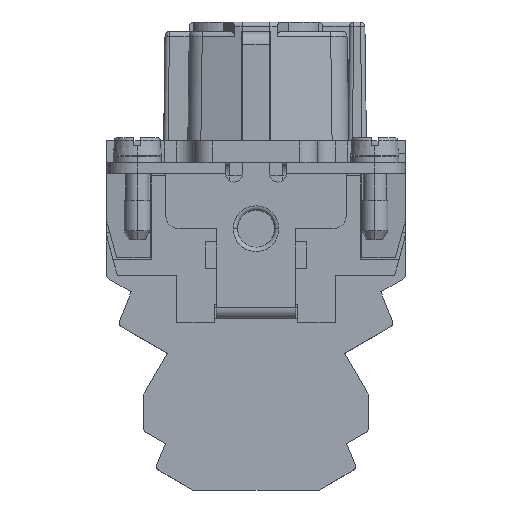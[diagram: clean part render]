
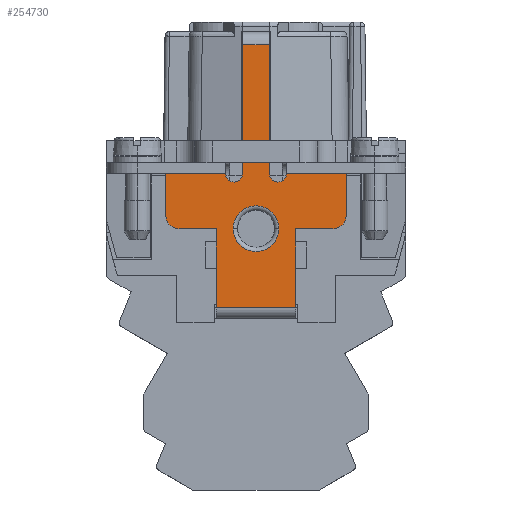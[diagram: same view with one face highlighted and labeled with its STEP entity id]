
A CAD part, left-side view. The second image highlights one B-rep face of the part: STEP entity #254730.
In plain terms, the highlighted planar face has unit normal (-1, 0, 0).
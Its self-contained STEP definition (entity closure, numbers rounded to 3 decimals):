
#227080=CARTESIAN_POINT('',(14.446,50.084,
-20.6));
#227090=DIRECTION('',(0.,0.,1.));
#227100=VECTOR('',#227090,1.);
#227110=LINE('',#227080,#227100);
#227120=CARTESIAN_POINT('',(14.446,50.084,
-18.5));
#227130=VERTEX_POINT('',#227120);
#227140=CARTESIAN_POINT('',(14.446,50.084,
-3.9));
#227150=VERTEX_POINT('',#227140);
#227160=EDGE_CURVE('',#227130,#227150,#227110,.T.);
#233730=CARTESIAN_POINT('',(14.446,47.084,
-3.9));
#233740=VERTEX_POINT('',#233730);
#233790=CARTESIAN_POINT('',(14.446,46.084,
-3.9));
#233800=DIRECTION('',(-1.,0.,0.));
#233810=DIRECTION('',(0.,-1.,0.));
#233820=AXIS2_PLACEMENT_3D('',#233790,#233800,#233810);
#233830=CIRCLE('',#233820,1.);
#233840=CARTESIAN_POINT('',(14.446,45.084,
-3.9));
#233850=VERTEX_POINT('',#233840);
#233860=EDGE_CURVE('',#233850,#233740,#233830,.T.);
#243560=CARTESIAN_POINT('',(14.446,38.334,
-3.9));
#243570=VERTEX_POINT('',#243560);
#243600=CARTESIAN_POINT('',(14.446,38.334,
-20.6));
#243610=DIRECTION('',(0.,0.,-1.));
#243620=VECTOR('',#243610,1.);
#243630=LINE('',#243600,#243620);
#243640=CARTESIAN_POINT('',(14.446,38.334,
0.9));
#243650=VERTEX_POINT('',#243640);
#243660=EDGE_CURVE('',#243650,#243570,#243630,.T.);
#248410=CARTESIAN_POINT('',(14.446,92.583,
-3.9));
#248420=DIRECTION('',(0.,1.,0.));
#248430=VECTOR('',#248420,1.);
#248440=LINE('',#248410,#248430);
#248450=EDGE_CURVE('',#243570,#233850,#248440,.T.);
#252880=CARTESIAN_POINT('',(14.446,92.583,
-18.5));
#252890=DIRECTION('',(0.,-1.,0.));
#252900=VECTOR('',#252890,1.);
#252910=LINE('',#252880,#252900);
#252920=CARTESIAN_POINT('',(14.446,47.084,
-18.5));
#252930=VERTEX_POINT('',#252920);
#252940=EDGE_CURVE('',#227130,#252930,#252910,.T.);
#253470=CARTESIAN_POINT('',(14.446,49.577,
7.687));
#253480=DIRECTION('',(-1.,0.,0.));
#253490=DIRECTION('',(0.,-1.,0.));
#253500=AXIS2_PLACEMENT_3D('',#253470,#253480,#253490);
#253510=PLANE('',#253500);
#253520=CARTESIAN_POINT('',(14.446,48.584,
2.4));
#253530=DIRECTION('',(-1.,0.,0.));
#253540=DIRECTION('',(0.,-1.,0.));
#253550=AXIS2_PLACEMENT_3D('',#253520,#253530,#253540);
#253560=CIRCLE('',#253550,2.6);
#253570=CARTESIAN_POINT('',(14.446,45.984,
2.4));
#253580=VERTEX_POINT('',#253570);
#253590=CARTESIAN_POINT('',(14.446,51.184,
2.4));
#253600=VERTEX_POINT('',#253590);
#253610=EDGE_CURVE('',#253580,#253600,#253560,.T.);
#253620=ORIENTED_EDGE('',*,*,#253610,.F.);
#253630=EDGE_CURVE('',#253600,#253580,#253560,.T.);
#253640=ORIENTED_EDGE('',*,*,#253630,.F.);
#253650=EDGE_LOOP('',(#253640,#253620));
#253660=FACE_BOUND('',#253650,.T.);
#253670=CARTESIAN_POINT('',(14.446,53.084,
-20.6));
#253680=DIRECTION('',(0.,0.,-1.));
#253690=VECTOR('',#253680,1.);
#253700=LINE('',#253670,#253690);
#253710=CARTESIAN_POINT('',(14.446,53.084,
3.9));
#253720=VERTEX_POINT('',#253710);
#253730=CARTESIAN_POINT('',(14.446,53.084,
2.4));
#253740=VERTEX_POINT('',#253730);
#253750=EDGE_CURVE('',#253720,#253740,#253700,.T.);
#253760=ORIENTED_EDGE('',*,*,#253750,.T.);
#253770=CARTESIAN_POINT('',(14.446,53.084,
6.9));
#253780=VERTEX_POINT('',#253770);
#253790=EDGE_CURVE('',#253780,#253720,#253700,.T.);
#253800=ORIENTED_EDGE('',*,*,#253790,.T.);
#253810=CARTESIAN_POINT('',(14.446,53.084,
11.4));
#253820=VERTEX_POINT('',#253810);
#253830=EDGE_CURVE('',#253820,#253780,#253700,.T.);
#253840=ORIENTED_EDGE('',*,*,#253830,.T.);
#253850=CARTESIAN_POINT('',(14.446,92.583,
11.4));
#253860=DIRECTION('',(0.,-1.,0.));
#253870=VECTOR('',#253860,1.);
#253880=LINE('',#253850,#253870);
#253890=CARTESIAN_POINT('',(14.446,44.084,
11.4));
#253900=VERTEX_POINT('',#253890);
#253910=EDGE_CURVE('',#253820,#253900,#253880,.T.);
#253920=ORIENTED_EDGE('',*,*,#253910,.F.);
#253930=CARTESIAN_POINT('',(14.446,44.084,
-20.6));
#253940=DIRECTION('',(0.,0.,1.));
#253950=VECTOR('',#253940,1.);
#253960=LINE('',#253930,#253950);
#253970=CARTESIAN_POINT('',(14.446,44.084,
6.9));
#253980=VERTEX_POINT('',#253970);
#253990=EDGE_CURVE('',#253980,#253900,#253960,.T.);
#254000=ORIENTED_EDGE('',*,*,#253990,.T.);
#254010=CARTESIAN_POINT('',(14.446,44.084,
3.9));
#254020=VERTEX_POINT('',#254010);
#254030=EDGE_CURVE('',#254020,#253980,#253960,.T.);
#254040=ORIENTED_EDGE('',*,*,#254030,.T.);
#254050=CARTESIAN_POINT('',(14.446,44.084,
2.4));
#254060=VERTEX_POINT('',#254050);
#254070=EDGE_CURVE('',#254060,#254020,#253960,.T.);
#254080=ORIENTED_EDGE('',*,*,#254070,.T.);
#254090=CARTESIAN_POINT('',(14.446,92.583,
2.4));
#254100=DIRECTION('',(0.,-1.,0.));
#254110=VECTOR('',#254100,1.);
#254120=LINE('',#254090,#254110);
#254130=CARTESIAN_POINT('',(14.446,39.834,
2.4));
#254140=VERTEX_POINT('',#254130);
#254150=EDGE_CURVE('',#254060,#254140,#254120,.T.);
#254160=ORIENTED_EDGE('',*,*,#254150,.F.);
#254170=CARTESIAN_POINT('',(14.446,39.834,
0.9));
#254180=DIRECTION('',(1.,0.,0.));
#254190=DIRECTION('',(0.,1.,0.));
#254200=AXIS2_PLACEMENT_3D('',#254170,#254180,#254190);
#254210=CIRCLE('',#254200,1.5);
#254220=EDGE_CURVE('',#254140,#243650,#254210,.T.);
#254230=ORIENTED_EDGE('',*,*,#254220,.F.);
#254240=ORIENTED_EDGE('',*,*,#243660,.F.);
#254250=ORIENTED_EDGE('',*,*,#248450,.F.);
#254260=ORIENTED_EDGE('',*,*,#233860,.F.);
#254270=CARTESIAN_POINT('',(14.446,47.084,
-20.6));
#254280=DIRECTION('',(0.,0.,-1.));
#254290=VECTOR('',#254280,1.);
#254300=LINE('',#254270,#254290);
#254310=EDGE_CURVE('',#233740,#252930,#254300,.T.);
#254320=ORIENTED_EDGE('',*,*,#254310,.F.);
#254330=ORIENTED_EDGE('',*,*,#252940,.T.);
#254340=ORIENTED_EDGE('',*,*,#227160,.F.);
#254350=CARTESIAN_POINT('',(14.446,51.084,
-3.9));
#254360=DIRECTION('',(-1.,0.,0.));
#254370=DIRECTION('',(0.,-1.,0.));
#254380=AXIS2_PLACEMENT_3D('',#254350,#254360,#254370);
#254390=CIRCLE('',#254380,1.);
#254400=CARTESIAN_POINT('',(14.446,52.084,
-3.9));
#254410=VERTEX_POINT('',#254400);
#254420=EDGE_CURVE('',#227150,#254410,#254390,.T.);
#254430=ORIENTED_EDGE('',*,*,#254420,.F.);
#254440=CARTESIAN_POINT('',(14.446,58.834,
-3.9));
#254450=VERTEX_POINT('',#254440);
#254460=EDGE_CURVE('',#254410,#254450,#248440,.T.);
#254470=ORIENTED_EDGE('',*,*,#254460,.F.);
#254480=CARTESIAN_POINT('',(14.446,58.834,
-20.6));
#254490=DIRECTION('',(0.,0.,1.));
#254500=VECTOR('',#254490,1.);
#254510=LINE('',#254480,#254500);
#254520=CARTESIAN_POINT('',(14.446,58.834,
0.9));
#254530=VERTEX_POINT('',#254520);
#254540=EDGE_CURVE('',#254450,#254530,#254510,.T.);
#254550=ORIENTED_EDGE('',*,*,#254540,.F.);
#254560=CARTESIAN_POINT('',(14.446,57.334,
0.9));
#254570=DIRECTION('',(1.,0.,0.));
#254580=DIRECTION('',(0.,1.,0.));
#254590=AXIS2_PLACEMENT_3D('',#254560,#254570,#254580);
#254600=CIRCLE('',#254590,1.5);
#254610=CARTESIAN_POINT('',(14.446,57.334,
2.4));
#254620=VERTEX_POINT('',#254610);
#254630=EDGE_CURVE('',#254530,#254620,#254600,.T.);
#254640=ORIENTED_EDGE('',*,*,#254630,.F.);
#254650=CARTESIAN_POINT('',(14.446,92.583,
2.4));
#254660=DIRECTION('',(0.,-1.,0.));
#254670=VECTOR('',#254660,1.);
#254680=LINE('',#254650,#254670);
#254690=EDGE_CURVE('',#254620,#253740,#254680,.T.);
#254700=ORIENTED_EDGE('',*,*,#254690,.F.);
#254710=EDGE_LOOP('',(#254700,#254640,#254550,#254470,#254430,#254340,
#254330,#254320,#254260,#254250,#254240,#254230,#254160,#254080,#254040,
#254000,#253920,#253840,#253800,#253760));
#254720=FACE_OUTER_BOUND('',#254710,.T.);
#254730=ADVANCED_FACE('F683',(#253660,#254720),#253510,.T.);
